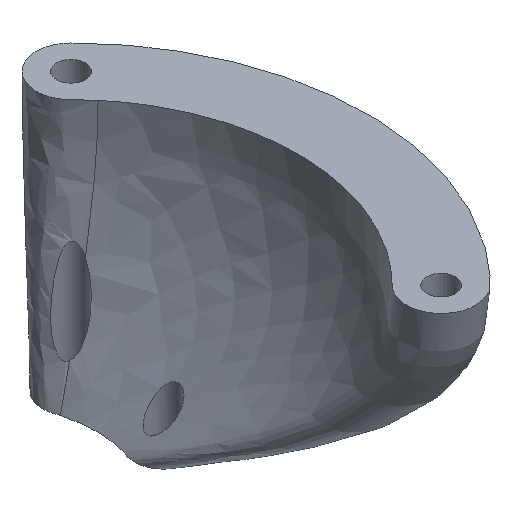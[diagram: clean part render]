
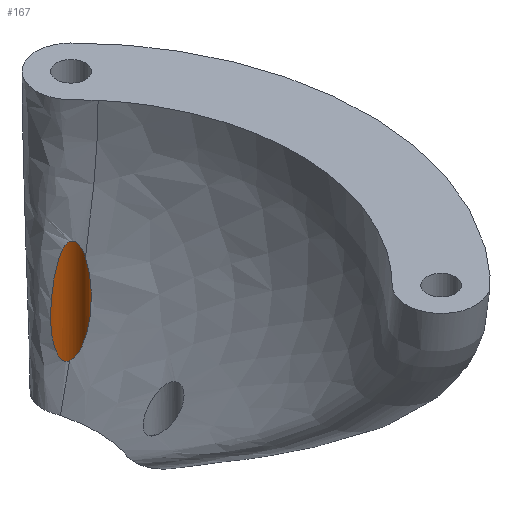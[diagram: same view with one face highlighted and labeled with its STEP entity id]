
A CAD part, isometric view. The second image highlights one B-rep face of the part: STEP entity #167.
In plain terms, the highlighted cylindrical face has radius 1.25 mm (diameter 2.5 mm), a full revolution.
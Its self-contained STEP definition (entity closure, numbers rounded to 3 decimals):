
#16=LINE('',#1053,#20);
#20=VECTOR('',#219,1.25);
#24=CYLINDRICAL_SURFACE('',#193,1.25);
#32=CIRCLE('',#187,1.25);
#47=FACE_OUTER_BOUND('',#62,.T.);
#62=EDGE_LOOP('',(#144,#145,#146,#147,#148,#149));
#70=B_SPLINE_CURVE_WITH_KNOTS('',3,(#486,#487,#488,#489,#490,#491,#492,
#493,#494,#495,#496,#497,#498,#499,#500,#501),.UNSPECIFIED.,.F.,.F.,(4,
2,2,2,2,2,2,4),(1.665,1.677,1.698,1.713,
1.727,1.748,1.797,1.834),
 .UNSPECIFIED.);
#71=B_SPLINE_CURVE_WITH_KNOTS('',3,(#503,#504,#505,#506,#507,#508,#509,
#510,#511,#512,#513,#514,#515,#516,#517,#518,#519,#520,#521,#522,#523,#524,
#525,#526,#527,#528,#529,#530,#531,#532,#533,#534,#535,#536,#537),
 .UNSPECIFIED.,.F.,.F.,(4,3,2,2,2,2,2,2,2,2,2,2,2,2,2,2,4),(1.834,
1.881,2.011,2.292,2.413,2.476,
2.513,2.547,2.583,2.596,2.603,
2.611,2.62,2.645,2.677,2.736,
2.813),.UNSPECIFIED.);
#76=B_SPLINE_CURVE_WITH_KNOTS('',3,(#981,#982,#983,#984,#985,#986,#987,
#988,#989,#990,#991,#992,#993,#994,#995,#996),.UNSPECIFIED.,.F.,.F.,(4,
2,2,2,2,2,2,4),(0.932,0.973,1.194,1.388,
1.423,1.542,1.628,1.665),
 .UNSPECIFIED.);
#82=VERTEX_POINT('',#480);
#83=VERTEX_POINT('',#485);
#84=VERTEX_POINT('',#502);
#86=VERTEX_POINT('',#632);
#97=EDGE_CURVE('',#82,#83,#70,.T.);
#98=EDGE_CURVE('',#83,#84,#71,.T.);
#102=EDGE_CURVE('',#86,#86,#32,.T.);
#107=EDGE_CURVE('',#84,#82,#76,.T.);
#111=EDGE_CURVE('',#83,#86,#16,.T.);
#144=ORIENTED_EDGE('',*,*,#107,.F.);
#145=ORIENTED_EDGE('',*,*,#98,.F.);
#146=ORIENTED_EDGE('',*,*,#111,.T.);
#147=ORIENTED_EDGE('',*,*,#102,.F.);
#148=ORIENTED_EDGE('',*,*,#111,.F.);
#149=ORIENTED_EDGE('',*,*,#97,.F.);
#167=ADVANCED_FACE('',(#47),#24,.F.);
#187=AXIS2_PLACEMENT_3D('',#633,#204,#205);
#193=AXIS2_PLACEMENT_3D('',#1052,#217,#218);
#204=DIRECTION('center_axis',(0.,0.,1.));
#205=DIRECTION('ref_axis',(1.,0.,0.));
#217=DIRECTION('center_axis',(0.,0.,1.));
#218=DIRECTION('ref_axis',(1.,0.,0.));
#219=DIRECTION('',(0.,0.,-1.));
#480=CARTESIAN_POINT('',(11.058,3.178,3.227));
#485=CARTESIAN_POINT('',(10.75,4.,3.623));
#486=CARTESIAN_POINT('Ctrl Pts',(11.058,3.178,3.227));
#487=CARTESIAN_POINT('Ctrl Pts',(11.046,3.192,3.217));
#488=CARTESIAN_POINT('Ctrl Pts',(11.033,3.208,3.207));
#489=CARTESIAN_POINT('Ctrl Pts',(10.996,3.254,3.184));
#490=CARTESIAN_POINT('Ctrl Pts',(10.973,3.287,3.172));
#491=CARTESIAN_POINT('Ctrl Pts',(10.934,3.346,3.161));
#492=CARTESIAN_POINT('Ctrl Pts',(10.92,3.371,3.159));
#493=CARTESIAN_POINT('Ctrl Pts',(10.891,3.422,3.161));
#494=CARTESIAN_POINT('Ctrl Pts',(10.878,3.449,3.165));
#495=CARTESIAN_POINT('Ctrl Pts',(10.848,3.514,3.181));
#496=CARTESIAN_POINT('Ctrl Pts',(10.832,3.552,3.196));
#497=CARTESIAN_POINT('Ctrl Pts',(10.789,3.676,3.262));
#498=CARTESIAN_POINT('Ctrl Pts',(10.772,3.757,3.332));
#499=CARTESIAN_POINT('Ctrl Pts',(10.754,3.881,3.466));
#500=CARTESIAN_POINT('Ctrl Pts',(10.75,3.939,3.54));
#501=CARTESIAN_POINT('Ctrl Pts',(10.75,4.,3.623));
#502=CARTESIAN_POINT('',(13.25,4.,9.455));
#503=CARTESIAN_POINT('Ctrl Pts',(10.75,4.,3.623));
#504=CARTESIAN_POINT('Ctrl Pts',(10.75,4.079,3.731));
#505=CARTESIAN_POINT('Ctrl Pts',(10.758,4.162,3.856));
#506=CARTESIAN_POINT('Ctrl Pts',(10.774,4.241,3.992));
#507=CARTESIAN_POINT('Ctrl Pts',(10.816,4.459,4.364));
#508=CARTESIAN_POINT('Ctrl Pts',(10.907,4.627,4.779));
#509=CARTESIAN_POINT('Ctrl Pts',(11.213,5.031,6.084));
#510=CARTESIAN_POINT('Ctrl Pts',(11.501,5.178,7.135));
#511=CARTESIAN_POINT('Ctrl Pts',(11.885,5.25,8.397));
#512=CARTESIAN_POINT('Ctrl Pts',(12.015,5.258,8.804));
#513=CARTESIAN_POINT('Ctrl Pts',(12.225,5.232,9.376));
#514=CARTESIAN_POINT('Ctrl Pts',(12.309,5.215,9.589));
#515=CARTESIAN_POINT('Ctrl Pts',(12.451,5.167,9.891));
#516=CARTESIAN_POINT('Ctrl Pts',(12.513,5.142,10.014));
#517=CARTESIAN_POINT('Ctrl Pts',(12.644,5.074,10.208));
#518=CARTESIAN_POINT('Ctrl Pts',(12.701,5.036,10.271));
#519=CARTESIAN_POINT('Ctrl Pts',(12.781,4.977,10.347));
#520=CARTESIAN_POINT('Ctrl Pts',(12.825,4.941,10.381));
#521=CARTESIAN_POINT('Ctrl Pts',(12.886,4.882,10.406));
#522=CARTESIAN_POINT('Ctrl Pts',(12.901,4.867,10.411));
#523=CARTESIAN_POINT('Ctrl Pts',(12.926,4.84,10.415));
#524=CARTESIAN_POINT('Ctrl Pts',(12.936,4.829,10.416));
#525=CARTESIAN_POINT('Ctrl Pts',(12.954,4.808,10.416));
#526=CARTESIAN_POINT('Ctrl Pts',(12.963,4.797,10.415));
#527=CARTESIAN_POINT('Ctrl Pts',(12.984,4.771,10.412));
#528=CARTESIAN_POINT('Ctrl Pts',(12.995,4.756,10.408));
#529=CARTESIAN_POINT('Ctrl Pts',(13.034,4.704,10.391));
#530=CARTESIAN_POINT('Ctrl Pts',(13.058,4.667,10.371));
#531=CARTESIAN_POINT('Ctrl Pts',(13.107,4.583,10.312));
#532=CARTESIAN_POINT('Ctrl Pts',(13.13,4.537,10.269));
#533=CARTESIAN_POINT('Ctrl Pts',(13.183,4.414,10.136));
#534=CARTESIAN_POINT('Ctrl Pts',(13.206,4.337,10.031));
#535=CARTESIAN_POINT('Ctrl Pts',(13.24,4.182,9.794));
#536=CARTESIAN_POINT('Ctrl Pts',(13.25,4.092,9.635));
#537=CARTESIAN_POINT('Ctrl Pts',(13.25,4.,9.455));
#632=CARTESIAN_POINT('',(10.75,4.,0.));
#633=CARTESIAN_POINT('Origin',(12.,4.,0.));
#981=CARTESIAN_POINT('Ctrl Pts',(13.25,4.,9.455));
#982=CARTESIAN_POINT('Ctrl Pts',(13.25,3.952,9.36));
#983=CARTESIAN_POINT('Ctrl Pts',(13.247,3.903,9.259));
#984=CARTESIAN_POINT('Ctrl Pts',(13.21,3.588,8.572));
#985=CARTESIAN_POINT('Ctrl Pts',(13.09,3.318,7.836));
#986=CARTESIAN_POINT('Ctrl Pts',(12.685,2.922,6.351));
#987=CARTESIAN_POINT('Ctrl Pts',(12.44,2.799,5.676));
#988=CARTESIAN_POINT('Ctrl Pts',(12.123,2.755,4.959));
#989=CARTESIAN_POINT('Ctrl Pts',(12.072,2.751,4.848));
#990=CARTESIAN_POINT('Ctrl Pts',(11.839,2.747,4.361));
#991=CARTESIAN_POINT('Ctrl Pts',(11.663,2.784,4.039));
#992=CARTESIAN_POINT('Ctrl Pts',(11.387,2.903,3.603));
#993=CARTESIAN_POINT('Ctrl Pts',(11.28,2.971,3.455));
#994=CARTESIAN_POINT('Ctrl Pts',(11.144,3.088,3.303));
#995=CARTESIAN_POINT('Ctrl Pts',(11.101,3.129,3.26));
#996=CARTESIAN_POINT('Ctrl Pts',(11.058,3.178,3.227));
#1052=CARTESIAN_POINT('Origin',(12.,4.,0.));
#1053=CARTESIAN_POINT('',(10.75,4.,0.));
